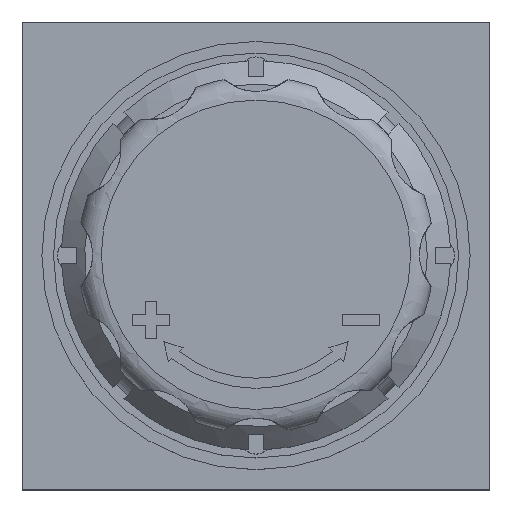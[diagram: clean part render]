
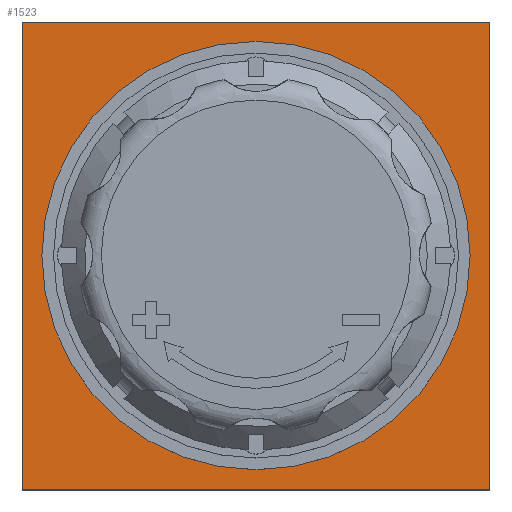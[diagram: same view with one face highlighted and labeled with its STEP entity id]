
A CAD part, top view. The second image highlights one B-rep face of the part: STEP entity #1523.
In plain terms, the highlighted planar face has unit normal (0, 0, 1).
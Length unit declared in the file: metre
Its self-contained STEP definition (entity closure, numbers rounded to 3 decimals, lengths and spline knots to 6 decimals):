
#1523=ADVANCED_FACE('',(#3280,#3281),#3282,.T.);
#3280=FACE_BOUND('',#5331,.T.);
#3281=FACE_OUTER_BOUND('',#5332,.T.);
#3282=PLANE('',#5333);
#5331=EDGE_LOOP('',(#10326));
#5332=EDGE_LOOP('',(#10327,#10328,#10329,#10330));
#5333=AXIS2_PLACEMENT_3D('',#10331,#10332,#10333);
#10326=ORIENTED_EDGE('',*,*,#13973,.F.);
#10327=ORIENTED_EDGE('',*,*,#13974,.T.);
#10328=ORIENTED_EDGE('',*,*,#13975,.T.);
#10329=ORIENTED_EDGE('',*,*,#13976,.T.);
#10330=ORIENTED_EDGE('',*,*,#13970,.T.);
#10331=CARTESIAN_POINT('',(0.0,0.0,-0.34));
#10332=DIRECTION('',(0.0,0.0,1.0));
#10333=DIRECTION('',(0.,1.0,0.0));
#13970=EDGE_CURVE('',#17158,#17156,#17159,.T.);
#13973=EDGE_CURVE('',#17162,#17162,#17163,.T.);
#13974=EDGE_CURVE('',#17156,#17164,#17165,.T.);
#13975=EDGE_CURVE('',#17164,#17166,#17167,.T.);
#13976=EDGE_CURVE('',#17166,#17158,#17168,.T.);
#17156=VERTEX_POINT('',#23428);
#17158=VERTEX_POINT('',#23431);
#17159=LINE('',#23432,#23433);
#17162=VERTEX_POINT('',#23437);
#17163=CIRCLE('',#23438,0.0275);
#17164=VERTEX_POINT('',#23439);
#17165=LINE('',#23440,#23441);
#17166=VERTEX_POINT('',#23442);
#17167=LINE('',#23443,#23444);
#17168=LINE('',#23445,#23446);
#23428=CARTESIAN_POINT('',(-0.03,0.03,-0.34));
#23431=CARTESIAN_POINT('',(0.03,0.03,-0.34));
#23432=CARTESIAN_POINT('',(-0.02125,0.03,-0.34));
#23433=VECTOR('',#28112,1.0);
#23437=CARTESIAN_POINT('',(0.0275,0.0,-0.34));
#23438=AXIS2_PLACEMENT_3D('',#28114,#28115,#28116);
#23439=CARTESIAN_POINT('',(-0.03,-0.03,-0.34));
#23440=CARTESIAN_POINT('',(-0.03,-0.02125,-0.34));
#23441=VECTOR('',#28117,1.0);
#23442=CARTESIAN_POINT('',(0.03,-0.03,-0.34));
#23443=CARTESIAN_POINT('',(0.02125,-0.03,-0.34));
#23444=VECTOR('',#28118,1.0);
#23445=CARTESIAN_POINT('',(0.03,0.02125,-0.34));
#23446=VECTOR('',#28119,1.0);
#28112=DIRECTION('',(-1.0,0.,0.0));
#28114=CARTESIAN_POINT('',(0.0,0.0,-0.34));
#28115=DIRECTION('',(0.0,0.0,1.0));
#28116=DIRECTION('',(1.0,0.0,-0.0));
#28117=DIRECTION('',(0.,-1.0,0.0));
#28118=DIRECTION('',(1.0,0.,0.0));
#28119=DIRECTION('',(0.,1.0,0.0));
